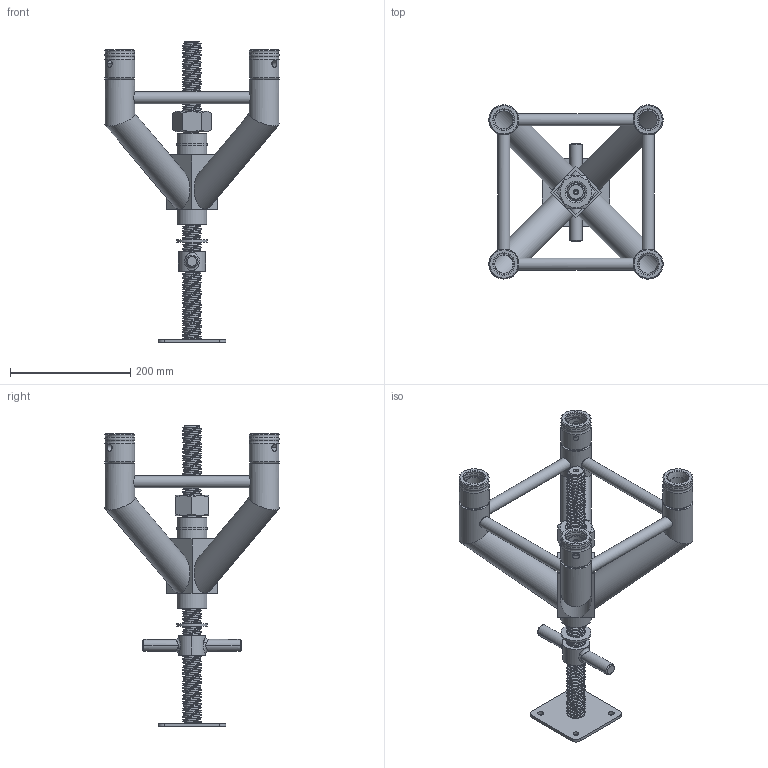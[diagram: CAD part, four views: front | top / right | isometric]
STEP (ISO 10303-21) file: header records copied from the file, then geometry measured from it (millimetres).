
FILE_DESCRIPTION(/* description */ (''),/* implementation_level */ '2;1');
FILE_NAME(/* name */ 'SQ-Uniped.stp',/* time_stamp */ '2021-03-21T20:47:06-07:00',/* author */ ('TheDanny'),/* organization */ (''),/* preprocessor_version */ 'ST-DEVELOPER v18.1',/* originating_system */ 'Autodesk Inventor 2021',/* authorisation */ '');
FILE_SCHEMA (('AUTOMOTIVE_DESIGN { 1 0 10303 214 3 1 1 }'));
Length unit declared in the file: inch
Products named in the file (8): SQ-Uniped; SQ-Uniped1; SQ-Uniped2; SQ-Uniped3; SQ-Uniped4; SQ-Uniped5; SQ-Uniped6; SQ-Uniped7
Assembly tree (7 placements, depth 2):
  SQ-Uniped
    SQ-Uniped1
    SQ-Uniped2
    SQ-Uniped3
    SQ-Uniped4
    SQ-Uniped5
    SQ-Uniped6
    SQ-Uniped7
Bounding box: 289.97 x 289.99 x 500 mm (x, y, z)
Volume: 1487130.9 mm3; surface area: 734046 mm2
Topology: 12 solids, 14 shells, 317 faces, 1100 edges, 810 vertices
Faces by surface type: cylinder 164, cone 60, plane 55, bspline 22, torus 16
Full cylindrical faces by diameter (mm): 5 x1, 10 x4, 16 x4, 20 x4, 24 x81, 30.3 x4, 31 x2, 31.5 x1, 42 x1, 45.8 x4, 46 x8, 48.5 x1, 50 x15
Entity records: 167647 total; most frequent: CARTESIAN_POINT 158781, ORIENTED_EDGE 2198, DIRECTION 1511, EDGE_CURVE 1099, VERTEX_POINT 810, AXIS2_PLACEMENT_3D 620, EDGE_LOOP 371, FACE_OUTER_BOUND 317
